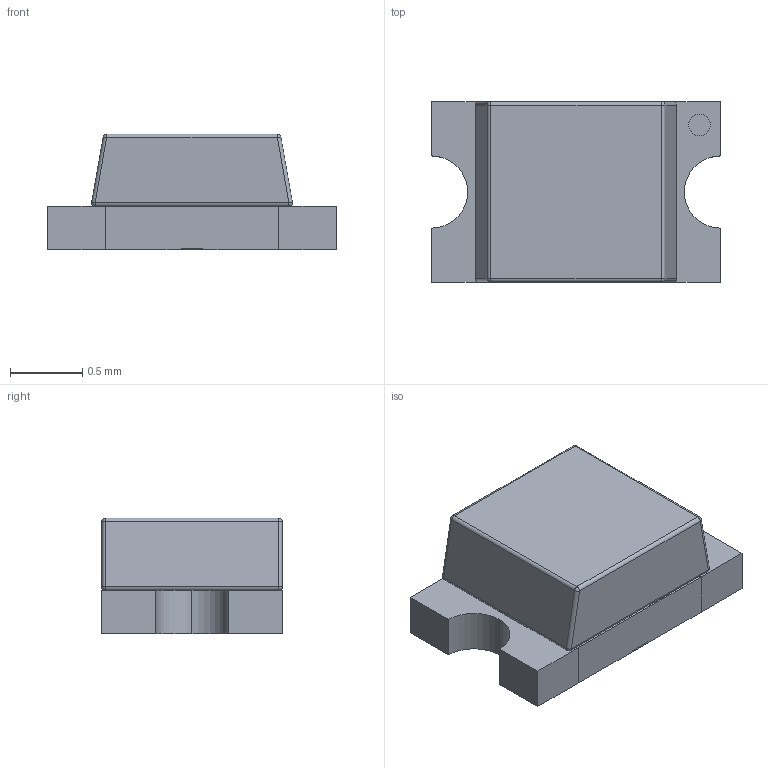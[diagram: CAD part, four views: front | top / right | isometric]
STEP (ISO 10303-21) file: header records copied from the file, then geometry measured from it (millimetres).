
FILE_DESCRIPTION (( 'STEP AP214' ), '1' );
FILE_NAME ('HSMW-C170-U0000.STEP', '2023-02-02T14:41:08', ( '' ), ( '' ), 'SwSTEP 2.0', 'SolidWorks 2022', '' );
FILE_SCHEMA (( 'AUTOMOTIVE_DESIGN' ));
Length unit declared in the file: millimetre
Products named in the file (1): HSMW-C170-U0000
Bounding box: 2 x 1.25 x 0.8 mm (x, y, z)
Volume: 1.5 mm3; surface area: 14.5 mm2
Topology: 6 solids, 6 shells, 76 faces, 170 edges, 102 vertices
Faces by surface type: plane 47, cylinder 21, sphere 8
Entity records: 2822 total; most frequent: DIRECTION 361, CARTESIAN_POINT 344, ORIENTED_EDGE 330, EDGE_CURVE 165, VECTOR 123, LINE 123, AXIS2_PLACEMENT_3D 119, VERTEX_POINT 102
